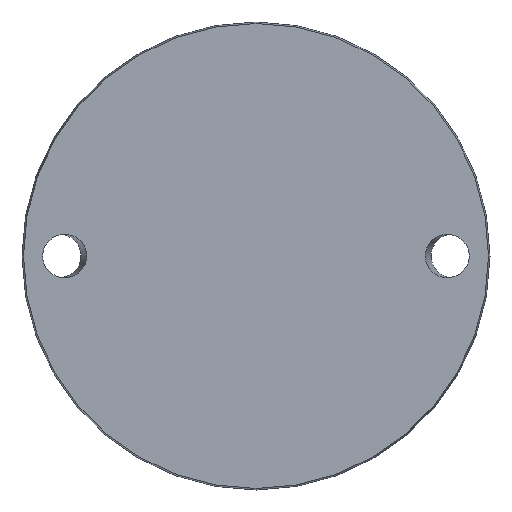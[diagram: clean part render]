
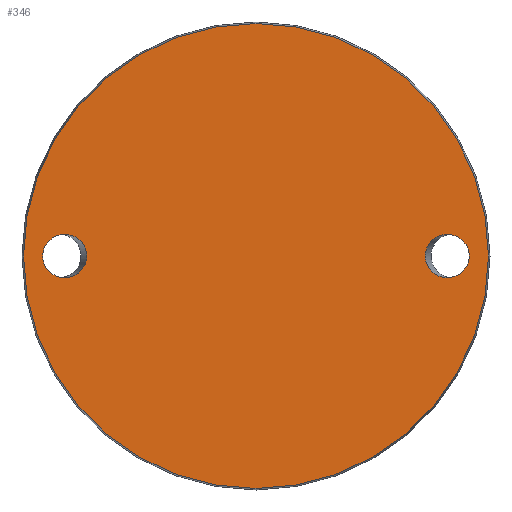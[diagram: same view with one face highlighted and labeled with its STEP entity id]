
A CAD part, front view. The second image highlights one B-rep face of the part: STEP entity #346.
In plain terms, the highlighted planar face has unit normal (0, -1, 0).
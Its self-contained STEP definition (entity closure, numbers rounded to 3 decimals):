
#23 = CARTESIAN_POINT ( 'NONE',  ( 0., 0., 0. ) ) ;
#24 = CARTESIAN_POINT ( 'NONE',  ( 81.115, 0., 16.5 ) ) ;
#67 = DIRECTION ( 'NONE',  ( 0., 0., -1. ) ) ;
#82 = ORIENTED_EDGE ( 'NONE', *, *, #837, .F. ) ;
#116 = CARTESIAN_POINT ( 'NONE',  ( -81.115, 0., 0. ) ) ;
#142 = FACE_BOUND ( 'NONE', #400, .T. ) ;
#182 = EDGE_CURVE ( 'NONE', #853, #853, #345, .T. ) ;
#192 = CARTESIAN_POINT ( 'NONE',  ( -88.425, 0., 0. ) ) ;
#222 = DIRECTION ( 'NONE',  ( 0., 1., 0. ) ) ;
#242 = VERTEX_POINT ( 'NONE', #402 ) ;
#259 = CARTESIAN_POINT ( 'NONE',  ( 64.385, 0., 0. ) ) ;
#264 = CARTESIAN_POINT ( 'NONE',  ( 64.385, 0., 0. ) ) ;
#285 = ORIENTED_EDGE ( 'NONE', *, *, #182, .T. ) ;
#311 = FACE_OUTER_BOUND ( 'NONE', #1021, .T. ) ;
#345 = CIRCLE ( 'NONE', #525, 88.425 ) ;
#346 = ADVANCED_FACE ( 'NONE', ( #539, #142, #311 ), #945, .F. ) ;
#347 = CARTESIAN_POINT ( 'NONE',  ( 64.385, 0., 16.5 ) ) ;
#379 = DIRECTION ( 'NONE',  ( 0., 0., 1. ) ) ;
#400 = EDGE_LOOP ( 'NONE', ( #82 ) ) ;
#402 = CARTESIAN_POINT ( 'NONE',  ( 64.385, 0., 0. ) ) ;
#420 = CARTESIAN_POINT ( 'NONE',  ( 81.115, 0., 0. ) ) ;
#421 = CARTESIAN_POINT ( 'NONE',  ( -64.385, 0., 16.5 ) ) ;
#431 = CARTESIAN_POINT ( 'NONE',  ( 64.385, 0., -16.5 ) ) ;
#459 = EDGE_CURVE ( 'NONE', #887, #887, #772, .T. ) ;
#476 = CARTESIAN_POINT ( 'NONE',  ( 0., 0., -88.425 ) ) ;
#504 = DIRECTION ( 'NONE',  ( 0., -1., 0. ) ) ;
#525 = AXIS2_PLACEMENT_3D ( 'NONE', #23, #504, #67 ) ;
#539 = FACE_BOUND ( 'NONE', #877, .T. ) ;
#566 = CARTESIAN_POINT ( 'NONE',  ( -81.115, 0., 0. ) ) ;
#579 = AXIS2_PLACEMENT_3D ( 'NONE', #192, #222, #379 ) ;
#583 = CARTESIAN_POINT ( 'NONE',  ( -64.385, 0., 0. ) ) ;
#615 =( BOUNDED_CURVE ( )  B_SPLINE_CURVE ( 3, ( #264, #431, #756, #420, #24, #347, #259 ),
 .UNSPECIFIED., .T., .T. ) 
 B_SPLINE_CURVE_WITH_KNOTS ( ( 4, 3, 4 ),
 ( 0., 3.142, 6.283 ),
 .UNSPECIFIED. ) 
 CURVE ( )  GEOMETRIC_REPRESENTATION_ITEM ( )  RATIONAL_B_SPLINE_CURVE ( ( 1., 0.333, 0.333, 1., 0.333, 0.333, 1. ) ) 
 REPRESENTATION_ITEM ( '' )  );
#637 = CARTESIAN_POINT ( 'NONE',  ( -81.115, 0., 16.5 ) ) ;
#656 = CARTESIAN_POINT ( 'NONE',  ( -81.115, 0., -16.5 ) ) ;
#756 = CARTESIAN_POINT ( 'NONE',  ( 81.115, 0., -16.5 ) ) ;
#772 =( BOUNDED_CURVE ( )  B_SPLINE_CURVE ( 3, ( #116, #637, #421, #583, #815, #656, #962 ),
 .UNSPECIFIED., .T., .F. ) 
 B_SPLINE_CURVE_WITH_KNOTS ( ( 4, 3, 4 ),
 ( 0., 3.142, 6.283 ),
 .UNSPECIFIED. ) 
 CURVE ( )  GEOMETRIC_REPRESENTATION_ITEM ( )  RATIONAL_B_SPLINE_CURVE ( ( 1., 0.333, 0.333, 1., 0.333, 0.333, 1. ) ) 
 REPRESENTATION_ITEM ( '' )  );
#815 = CARTESIAN_POINT ( 'NONE',  ( -64.385, 0., -16.5 ) ) ;
#837 = EDGE_CURVE ( 'NONE', #242, #242, #615, .T. ) ;
#853 = VERTEX_POINT ( 'NONE', #476 ) ;
#866 = ORIENTED_EDGE ( 'NONE', *, *, #459, .T. ) ;
#877 = EDGE_LOOP ( 'NONE', ( #866 ) ) ;
#887 = VERTEX_POINT ( 'NONE', #566 ) ;
#945 = PLANE ( 'NONE',  #579 ) ;
#962 = CARTESIAN_POINT ( 'NONE',  ( -81.115, 0., 0. ) ) ;
#1021 = EDGE_LOOP ( 'NONE', ( #285 ) ) ;
